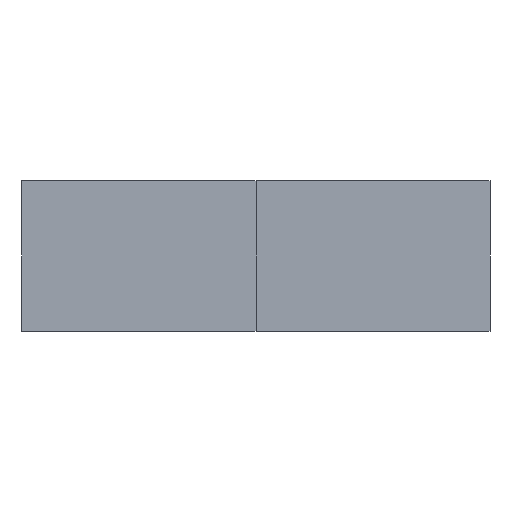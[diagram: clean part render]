
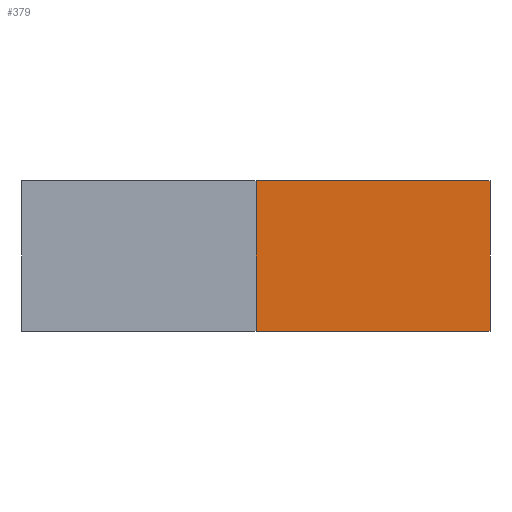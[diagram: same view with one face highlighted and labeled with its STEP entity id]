
A CAD part, front view. The second image highlights one B-rep face of the part: STEP entity #379.
In plain terms, the highlighted planar face has unit normal (0, -1, 0).
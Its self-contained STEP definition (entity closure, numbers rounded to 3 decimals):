
#142 = VERTEX_POINT('',#143);
#143 = CARTESIAN_POINT('',(15.5,0.,0.));
#149 = EDGE_CURVE('',#142,#150,#152,.T.);
#150 = VERTEX_POINT('',#151);
#151 = CARTESIAN_POINT('',(0.,0.,0.));
#152 = LINE('',#153,#154);
#153 = CARTESIAN_POINT('',(15.5,0.,0.));
#154 = VECTOR('',#155,1.);
#155 = DIRECTION('',(-1.,0.,0.));
#190 = VERTEX_POINT('',#191);
#191 = CARTESIAN_POINT('',(15.5,0.,10.));
#197 = EDGE_CURVE('',#190,#198,#200,.T.);
#198 = VERTEX_POINT('',#199);
#199 = CARTESIAN_POINT('',(0.,0.,10.));
#200 = LINE('',#201,#202);
#201 = CARTESIAN_POINT('',(15.5,0.,10.));
#202 = VECTOR('',#203,1.);
#203 = DIRECTION('',(-1.,0.,0.));
#368 = EDGE_CURVE('',#142,#190,#369,.T.);
#369 = LINE('',#370,#371);
#370 = CARTESIAN_POINT('',(15.5,0.,0.));
#371 = VECTOR('',#372,1.);
#372 = DIRECTION('',(0.,0.,1.));
#379 = ADVANCED_FACE('',(#380),#391,.T.);
#380 = FACE_BOUND('',#381,.T.);
#381 = EDGE_LOOP('',(#382,#383,#384,#390));
#382 = ORIENTED_EDGE('',*,*,#368,.T.);
#383 = ORIENTED_EDGE('',*,*,#197,.T.);
#384 = ORIENTED_EDGE('',*,*,#385,.F.);
#385 = EDGE_CURVE('',#150,#198,#386,.T.);
#386 = LINE('',#387,#388);
#387 = CARTESIAN_POINT('',(0.,0.,0.));
#388 = VECTOR('',#389,1.);
#389 = DIRECTION('',(0.,0.,1.));
#390 = ORIENTED_EDGE('',*,*,#149,.F.);
#391 = PLANE('',#392);
#392 = AXIS2_PLACEMENT_3D('',#393,#394,#395);
#393 = CARTESIAN_POINT('',(15.5,0.,0.));
#394 = DIRECTION('',(0.,-1.,0.));
#395 = DIRECTION('',(-1.,0.,0.));
